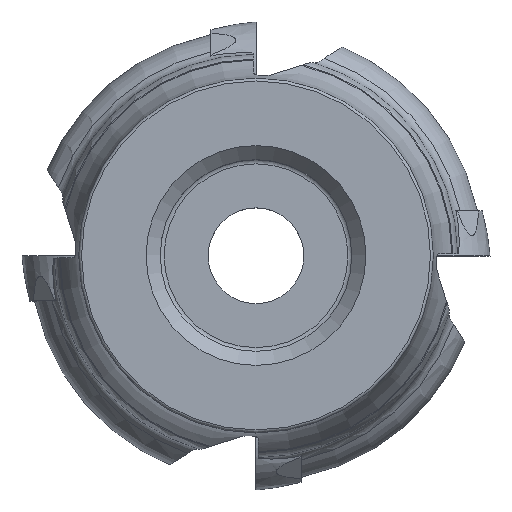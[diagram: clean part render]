
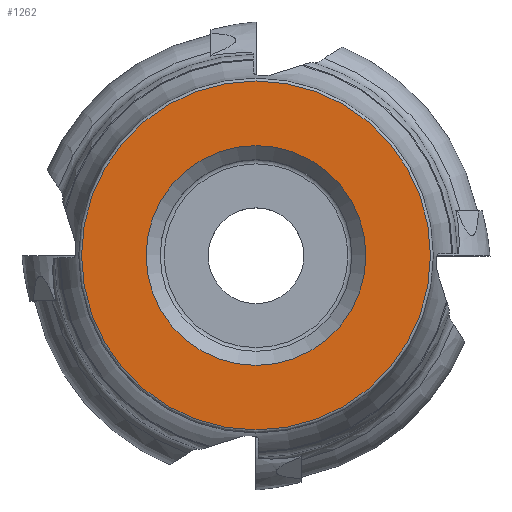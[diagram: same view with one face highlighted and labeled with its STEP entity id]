
A CAD part, top view. The second image highlights one B-rep face of the part: STEP entity #1262.
In plain terms, the highlighted planar face has unit normal (0, 0, 1).
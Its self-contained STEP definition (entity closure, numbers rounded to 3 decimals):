
#1262=ADVANCED_FACE('CU_BACK_F001',(#1653,#1654),#1543,.F.);
#1543=PLANE('',#4854);
#1653=FACE_BOUND('',#1783,.T.);
#1654=FACE_BOUND('',#1784,.T.);
#1783=EDGE_LOOP('',(#2125));
#1784=EDGE_LOOP('',(#2126));
#2125=ORIENTED_EDGE('',*,*,#3898,.T.);
#2126=ORIENTED_EDGE('',*,*,#3899,.F.);
#3451=VERTEX_POINT('',#6742);
#3452=VERTEX_POINT('',#6744);
#3898=EDGE_CURVE('',#3451,#3451,#4561,.T.);
#3899=EDGE_CURVE('',#3452,#3452,#4562,.T.);
#4561=CIRCLE('',#4852,24.599);
#4562=CIRCLE('',#4853,15.495);
#4852=AXIS2_PLACEMENT_3D('',#6741,#5414,#5415);
#4853=AXIS2_PLACEMENT_3D('',#6743,#5416,#5417);
#4854=AXIS2_PLACEMENT_3D('',#6745,#5418,#5419);
#5414=DIRECTION('',(0.,0.,1.));
#5415=DIRECTION('',(-1.,0.,0.));
#5416=DIRECTION('',(0.,0.,1.));
#5417=DIRECTION('',(-1.,0.,0.));
#5418=DIRECTION('',(0.,0.,-1.));
#5419=DIRECTION('',(-1.,0.,0.));
#6741=CARTESIAN_POINT('',(0.,0.,0.));
#6742=CARTESIAN_POINT('',(-24.599,0.,0.));
#6743=CARTESIAN_POINT('',(0.,0.,0.));
#6744=CARTESIAN_POINT('',(-15.495,0.,0.));
#6745=CARTESIAN_POINT('',(-29.,0.,0.));
